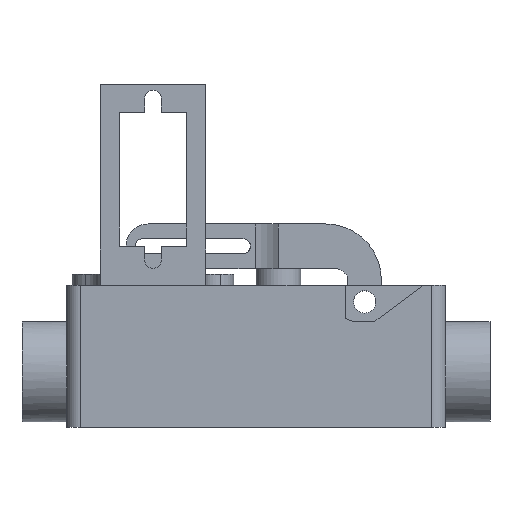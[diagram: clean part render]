
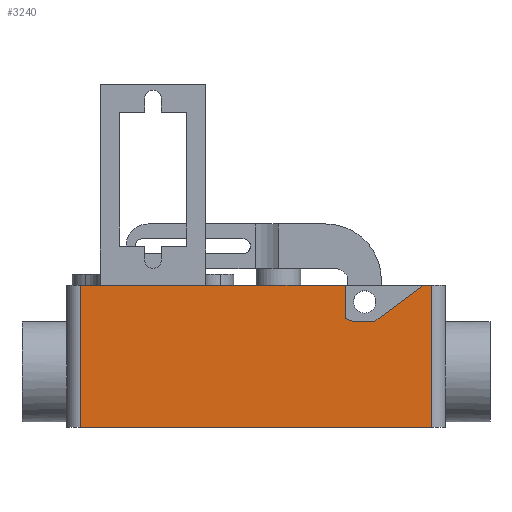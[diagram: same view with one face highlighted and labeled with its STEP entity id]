
A CAD part, top view. The second image highlights one B-rep face of the part: STEP entity #3240.
In plain terms, the highlighted planar face has unit normal (0, 0, 1).
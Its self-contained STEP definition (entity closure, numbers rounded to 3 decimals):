
#124=PLANE('',#3524);
#287=LINE('',#5123,#580);
#290=LINE('',#5128,#583);
#292=LINE('',#5132,#585);
#294=LINE('',#5136,#587);
#313=LINE('',#5179,#606);
#316=LINE('',#5191,#609);
#317=LINE('',#5200,#610);
#318=LINE('',#5202,#611);
#319=LINE('',#5203,#612);
#580=VECTOR('',#4042,10.);
#583=VECTOR('',#4047,10.);
#585=VECTOR('',#4051,10.);
#587=VECTOR('',#4055,10.);
#606=VECTOR('',#4096,10.);
#609=VECTOR('',#4107,10.);
#610=VECTOR('',#4116,10.);
#611=VECTOR('',#4117,10.);
#612=VECTOR('',#4118,10.);
#902=FACE_OUTER_BOUND('',#1081,.T.);
#1081=EDGE_LOOP('',(#2564,#2565,#2566,#2567,#2568,#2569,#2570,#2571,#2572));
#1510=VERTEX_POINT('',#5120);
#1511=VERTEX_POINT('',#5122);
#1512=VERTEX_POINT('',#5126);
#1513=VERTEX_POINT('',#5130);
#1514=VERTEX_POINT('',#5134);
#1527=VERTEX_POINT('',#5178);
#1532=VERTEX_POINT('',#5189);
#1536=VERTEX_POINT('',#5199);
#1537=VERTEX_POINT('',#5201);
#1882=EDGE_CURVE('',#1511,#1510,#287,.T.);
#1885=EDGE_CURVE('',#1510,#1512,#290,.T.);
#1887=EDGE_CURVE('',#1512,#1513,#292,.T.);
#1889=EDGE_CURVE('',#1513,#1514,#294,.T.);
#1910=EDGE_CURVE('',#1511,#1527,#313,.T.);
#1917=EDGE_CURVE('',#1532,#1514,#316,.T.);
#1921=EDGE_CURVE('',#1536,#1532,#317,.T.);
#1922=EDGE_CURVE('',#1536,#1537,#318,.T.);
#1923=EDGE_CURVE('',#1527,#1537,#319,.T.);
#2564=ORIENTED_EDGE('',*,*,#1882,.T.);
#2565=ORIENTED_EDGE('',*,*,#1885,.T.);
#2566=ORIENTED_EDGE('',*,*,#1887,.T.);
#2567=ORIENTED_EDGE('',*,*,#1889,.T.);
#2568=ORIENTED_EDGE('',*,*,#1917,.F.);
#2569=ORIENTED_EDGE('',*,*,#1921,.F.);
#2570=ORIENTED_EDGE('',*,*,#1922,.T.);
#2571=ORIENTED_EDGE('',*,*,#1923,.F.);
#2572=ORIENTED_EDGE('',*,*,#1910,.F.);
#3240=ADVANCED_FACE('',(#902),#124,.T.);
#3524=AXIS2_PLACEMENT_3D('',#5198,#4114,#4115);
#4042=DIRECTION('',(-0.802,-0.597,0.));
#4047=DIRECTION('',(-1.,0.,0.));
#4051=DIRECTION('',(-0.947,0.322,0.));
#4055=DIRECTION('',(0.,1.,0.));
#4096=DIRECTION('',(1.,0.,0.));
#4107=DIRECTION('',(1.,0.,0.));
#4114=DIRECTION('center_axis',(0.,0.,1.));
#4115=DIRECTION('ref_axis',(1.,0.,0.));
#4116=DIRECTION('',(0.,1.,0.));
#4117=DIRECTION('',(1.,0.,0.));
#4118=DIRECTION('',(0.,-1.,0.));
#5120=CARTESIAN_POINT('',(21.177,18.93,11.));
#5122=CARTESIAN_POINT('',(30.,25.5,11.));
#5123=CARTESIAN_POINT('',(3.307,5.623,11.));
#5126=CARTESIAN_POINT('',(17.677,18.93,11.));
#5128=CARTESIAN_POINT('',(-6.411,18.93,11.));
#5130=CARTESIAN_POINT('',(16.,19.5,11.));
#5132=CARTESIAN_POINT('',(-2.606,25.82,11.));
#5134=CARTESIAN_POINT('',(16.,25.5,11.));
#5136=CARTESIAN_POINT('',(16.,9.75,11.));
#5178=CARTESIAN_POINT('',(31.5,25.5,11.));
#5179=CARTESIAN_POINT('',(34.,25.5,11.));
#5189=CARTESIAN_POINT('',(-31.5,25.5,11.));
#5191=CARTESIAN_POINT('',(34.,25.5,11.));
#5198=CARTESIAN_POINT('Origin',(-34.,0.,11.));
#5199=CARTESIAN_POINT('',(-31.5,0.,11.));
#5200=CARTESIAN_POINT('',(-31.5,0.,11.));
#5201=CARTESIAN_POINT('',(31.5,0.,11.));
#5202=CARTESIAN_POINT('',(-34.,0.,11.));
#5203=CARTESIAN_POINT('',(31.5,0.,11.));
